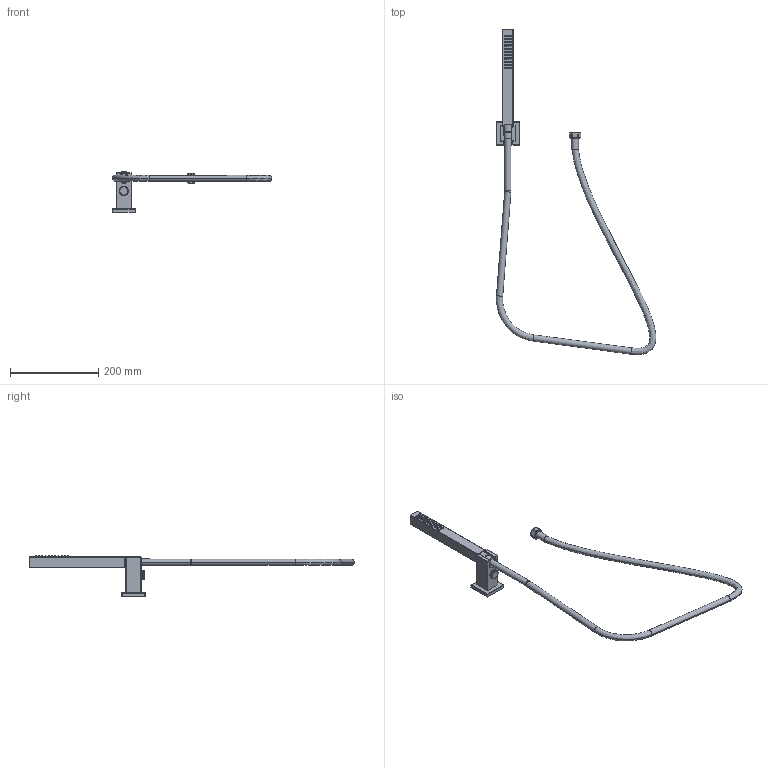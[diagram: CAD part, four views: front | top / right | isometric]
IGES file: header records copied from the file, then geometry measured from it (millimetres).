
Start section:  PTC IGES file: 280p.igs
Global section: file name: 280p.igs; native system: Creo Parametric by PTC Inc.; preprocessor: 2018400; author: jinson.thomas; organization: Unknown; date: 20201211.093456; units: inch
Bounding box: 362.24 x 737.12 x 91.3 mm (x, y, z)
Volume: 466542.9 mm3; surface area: 103672.1 mm2
Topology: 2 solids, 2 shells, 678 faces, 1531 edges, 958 vertices
Faces by surface type: bspline 356, revolution 322
